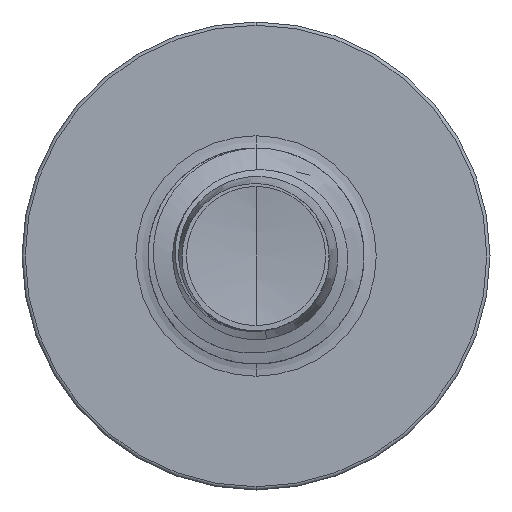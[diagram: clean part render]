
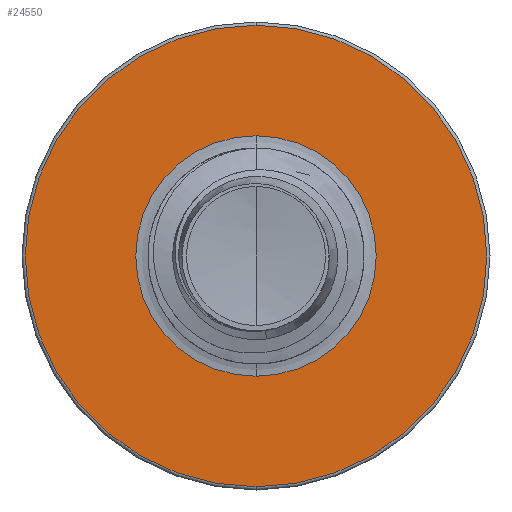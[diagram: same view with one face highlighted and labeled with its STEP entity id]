
A CAD part, front view. The second image highlights one B-rep face of the part: STEP entity #24550.
In plain terms, the highlighted planar face has unit normal (0, -1, 0).
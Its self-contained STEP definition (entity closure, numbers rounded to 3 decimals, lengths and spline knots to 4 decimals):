
#1531 = CARTESIAN_POINT ( 'NONE',  ( 0., 11., -1.6704 ) ) ;
#1631 = EDGE_CURVE ( 'NONE', #14239, #11699, #24040, .T. ) ;
#1691 = EDGE_CURVE ( 'NONE', #24518, #12834, #9665, .T. ) ;
#2217 = EDGE_CURVE ( 'NONE', #12834, #24518, #33394, .T. ) ;
#2565 = ORIENTED_EDGE ( 'NONE', *, *, #1631, .T. ) ;
#3757 = CARTESIAN_POINT ( 'NONE',  ( 0., 11., -1.6704 ) ) ;
#3813 = DIRECTION ( 'NONE',  ( 0., 1., 0. ) ) ;
#4542 = DIRECTION ( 'NONE',  ( 0., 1., 0. ) ) ;
#4836 = FACE_BOUND ( 'NONE', #9567, .T. ) ;
#6782 = AXIS2_PLACEMENT_3D ( 'NONE', #16479, #34182, #19157 ) ;
#7530 = AXIS2_PLACEMENT_3D ( 'NONE', #20743, #3813, #23295 ) ;
#8445 = AXIS2_PLACEMENT_3D ( 'NONE', #1531, #4542, #23911 ) ;
#9567 = EDGE_LOOP ( 'NONE', ( #2565, #10441 ) ) ;
#9665 = CIRCLE ( 'NONE', #13399, 3.205 ) ;
#9781 = CARTESIAN_POINT ( 'NONE',  ( 0., 11., 0. ) ) ;
#10441 = ORIENTED_EDGE ( 'NONE', *, *, #21003, .T. ) ;
#11699 = VERTEX_POINT ( 'NONE', #3757 ) ;
#11908 = CARTESIAN_POINT ( 'NONE',  ( 0., 11., 1.6704 ) ) ;
#12033 = EDGE_LOOP ( 'NONE', ( #23927, #30576 ) ) ;
#12684 = DIRECTION ( 'NONE',  ( 0., 0., 1. ) ) ;
#12834 = VERTEX_POINT ( 'NONE', #23434 ) ;
#13399 = AXIS2_PLACEMENT_3D ( 'NONE', #9781, #28312, #12684 ) ;
#14239 = VERTEX_POINT ( 'NONE', #11908 ) ;
#14506 = AXIS2_PLACEMENT_3D ( 'NONE', #15839, #33577, #18519 ) ;
#15839 = CARTESIAN_POINT ( 'NONE',  ( 0., 11., 0. ) ) ;
#16479 = CARTESIAN_POINT ( 'NONE',  ( 0., 11., 0. ) ) ;
#18519 = DIRECTION ( 'NONE',  ( 0., 0., 1. ) ) ;
#19157 = DIRECTION ( 'NONE',  ( 0., 0., 1. ) ) ;
#20743 = CARTESIAN_POINT ( 'NONE',  ( 0., 11., 0. ) ) ;
#21003 = EDGE_CURVE ( 'NONE', #11699, #14239, #23521, .T. ) ;
#23295 = DIRECTION ( 'NONE',  ( 0., 0., 1. ) ) ;
#23434 = CARTESIAN_POINT ( 'NONE',  ( 0., 11., 3.205 ) ) ;
#23521 = CIRCLE ( 'NONE', #14506, 1.6704 ) ;
#23911 = DIRECTION ( 'NONE',  ( 0., 0., 1. ) ) ;
#23927 = ORIENTED_EDGE ( 'NONE', *, *, #2217, .F. ) ;
#24040 = CIRCLE ( 'NONE', #7530, 1.6704 ) ;
#24518 = VERTEX_POINT ( 'NONE', #28831 ) ;
#24550 = ADVANCED_FACE ( 'NONE', ( #32464, #4836 ), #31340, .F. ) ;
#28312 = DIRECTION ( 'NONE',  ( 0., 1., 0. ) ) ;
#28831 = CARTESIAN_POINT ( 'NONE',  ( 0., 11., -3.205 ) ) ;
#30576 = ORIENTED_EDGE ( 'NONE', *, *, #1691, .F. ) ;
#31340 = PLANE ( 'NONE',  #8445 ) ;
#32464 = FACE_OUTER_BOUND ( 'NONE', #12033, .T. ) ;
#33394 = CIRCLE ( 'NONE', #6782, 3.205 ) ;
#33577 = DIRECTION ( 'NONE',  ( 0., 1., 0. ) ) ;
#34182 = DIRECTION ( 'NONE',  ( 0., 1., 0. ) ) ;
